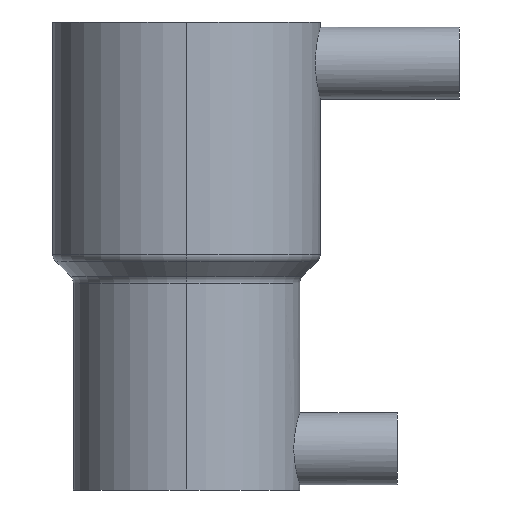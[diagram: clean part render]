
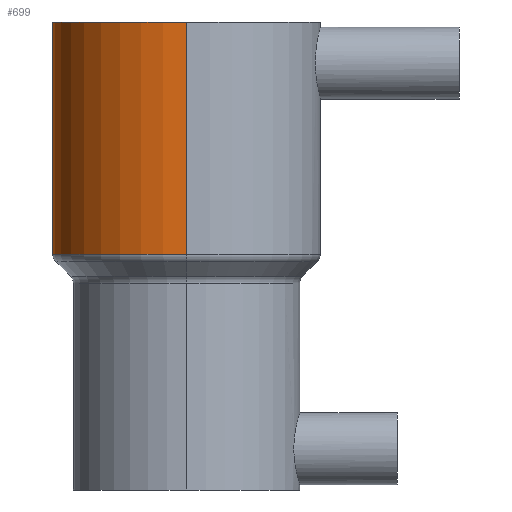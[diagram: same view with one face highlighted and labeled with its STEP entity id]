
A CAD part, left-side view. The second image highlights one B-rep face of the part: STEP entity #699.
In plain terms, the highlighted cylindrical face has radius 26 mm (diameter 52 mm), a partial arc.
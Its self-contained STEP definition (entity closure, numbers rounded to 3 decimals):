
#36 = DIRECTION ( 'NONE',  ( 0., 0., -1. ) ) ;
#47 = EDGE_CURVE ( 'NONE', #717, #1260, #668, .T. ) ;
#124 = VERTEX_POINT ( 'NONE', #326 ) ;
#133 = VECTOR ( 'NONE', #687, 1000. ) ;
#190 = CARTESIAN_POINT ( 'NONE',  ( 0., 0., -16.533 ) ) ;
#219 = CARTESIAN_POINT ( 'NONE',  ( -26., 0., -16.533 ) ) ;
#242 = DIRECTION ( 'NONE',  ( -1., 0., 0. ) ) ;
#290 = VERTEX_POINT ( 'NONE', #833 ) ;
#294 = ORIENTED_EDGE ( 'NONE', *, *, #892, .F. ) ;
#298 = ORIENTED_EDGE ( 'NONE', *, *, #948, .T. ) ;
#326 = CARTESIAN_POINT ( 'NONE',  ( -26., 0., 2.828 ) ) ;
#384 = DIRECTION ( 'NONE',  ( 0., 0., -1. ) ) ;
#401 = CARTESIAN_POINT ( 'NONE',  ( 26., 0., -16.533 ) ) ;
#419 = ORIENTED_EDGE ( 'NONE', *, *, #47, .T. ) ;
#509 = LINE ( 'NONE', #401, #1005 ) ;
#520 = CARTESIAN_POINT ( 'NONE',  ( 0., 0., 48. ) ) ;
#529 = DIRECTION ( 'NONE',  ( 0., 0., -1. ) ) ;
#570 = DIRECTION ( 'NONE',  ( -1., 0., 0. ) ) ;
#668 = CIRCLE ( 'NONE', #1202, 26. ) ;
#687 = DIRECTION ( 'NONE',  ( 0., 0., -1. ) ) ;
#699 = ADVANCED_FACE ( 'NONE', ( #856 ), #1151, .T. ) ;
#717 = VERTEX_POINT ( 'NONE', #1251 ) ;
#784 = ORIENTED_EDGE ( 'NONE', *, *, #1010, .F. ) ;
#824 = AXIS2_PLACEMENT_3D ( 'NONE', #906, #529, #900 ) ;
#833 = CARTESIAN_POINT ( 'NONE',  ( 26., 0., 2.828 ) ) ;
#856 = FACE_OUTER_BOUND ( 'NONE', #1122, .T. ) ;
#892 = EDGE_CURVE ( 'NONE', #717, #124, #1175, .T. ) ;
#900 = DIRECTION ( 'NONE',  ( -1., 0., 0. ) ) ;
#906 = CARTESIAN_POINT ( 'NONE',  ( 0., 0., 2.828 ) ) ;
#948 = EDGE_CURVE ( 'NONE', #1260, #290, #509, .T. ) ;
#1005 = VECTOR ( 'NONE', #1085, 1000. ) ;
#1010 = EDGE_CURVE ( 'NONE', #124, #290, #1217, .T. ) ;
#1028 = AXIS2_PLACEMENT_3D ( 'NONE', #190, #384, #570 ) ;
#1085 = DIRECTION ( 'NONE',  ( 0., 0., -1. ) ) ;
#1122 = EDGE_LOOP ( 'NONE', ( #419, #298, #784, #294 ) ) ;
#1151 = CYLINDRICAL_SURFACE ( 'NONE', #1028, 26. ) ;
#1175 = LINE ( 'NONE', #219, #133 ) ;
#1202 = AXIS2_PLACEMENT_3D ( 'NONE', #520, #36, #242 ) ;
#1217 = CIRCLE ( 'NONE', #824, 26. ) ;
#1251 = CARTESIAN_POINT ( 'NONE',  ( -26., 0., 48. ) ) ;
#1260 = VERTEX_POINT ( 'NONE', #1269 ) ;
#1269 = CARTESIAN_POINT ( 'NONE',  ( 26., 0., 48. ) ) ;
